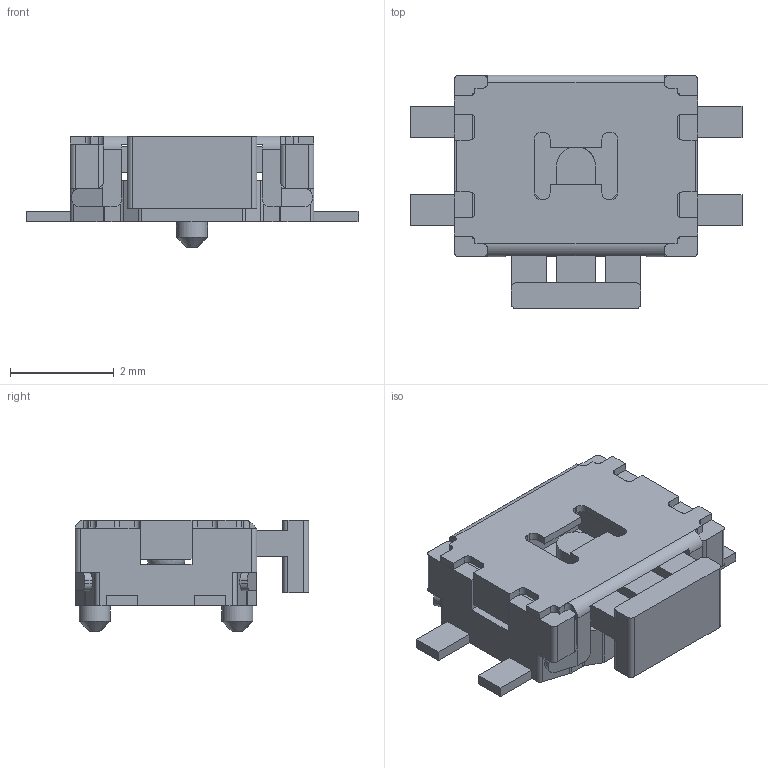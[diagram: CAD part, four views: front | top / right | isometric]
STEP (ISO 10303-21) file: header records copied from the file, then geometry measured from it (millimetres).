
FILE_DESCRIPTION((''),'2;1');
FILE_NAME('TL1014BFxxxQG.stp','2013-02-14T13:08:59',('epieh'),(''),'Autodesk Inventor 2012','Autodesk Inventor 2012','');
FILE_SCHEMA(('AUTOMOTIVE_DESIGN { 1 0 10303 214 1 1 1 1 }'));
Length unit declared in the file: millimetre
Products named in the file (4): P410002; TL1014 B Housing; TL1014 Actuator; TL1014 Cover
Assembly tree (3 placements, depth 2):
  P410002
    TL1014 B Housing
    TL1014 Actuator
    TL1014 Cover
Bounding box: 6.4 x 4.5 x 2.15 mm (x, y, z)
Volume: 23.9 mm3; surface area: 146.7 mm2
Topology: 3 solids, 3 shells, 273 faces, 777 edges, 510 vertices
Faces by surface type: plane 185, cylinder 85, cone 2, sphere 1
Full cylindrical faces by diameter (mm): 0.6 x2
Entity records: 9005 total; most frequent: CARTESIAN_POINT 1640, ORIENTED_EDGE 1540, DIRECTION 1497, EDGE_CURVE 770, VECTOR 583, LINE 583, VERTEX_POINT 508, AXIS2_PLACEMENT_3D 457
